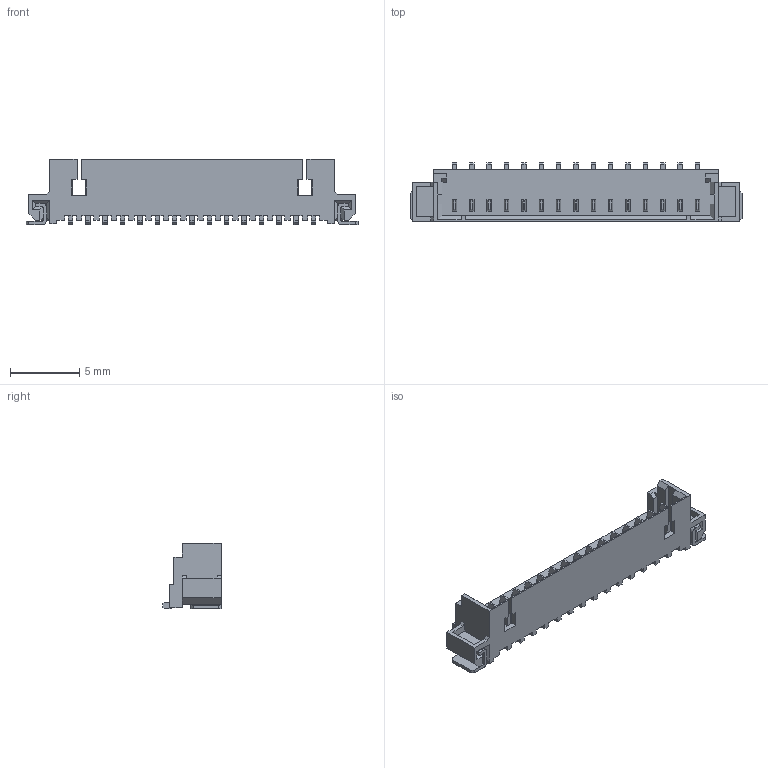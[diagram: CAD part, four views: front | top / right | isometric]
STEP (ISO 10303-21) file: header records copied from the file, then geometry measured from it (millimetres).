
FILE_DESCRIPTION (( 'STEP AP214' ), '1' );
FILE_NAME ('533981571.STEP', '2021-11-27T22:05:25', ( 'AVRASM1234' ), ( '' ), 'SwSTEP 2.0', 'SolidWorks 2017', '' );
FILE_SCHEMA (( 'AUTOMOTIVE_DESIGN' ));
Length unit declared in the file: millimetre
Products named in the file (1): 533981571
Bounding box: 23.9 x 4.2 x 4.7 mm (x, y, z)
Volume: 153.5 mm3; surface area: 711.8 mm2
Topology: 18 solids, 18 shells, 627 faces, 1687 edges, 1096 vertices
Faces by surface type: plane 619, cylinder 8
Entity records: 23448 total; most frequent: CARTESIAN_POINT 3411, ORIENTED_EDGE 3374, DIRECTION 2959, EDGE_CURVE 1687, LINE 1671, VECTOR 1671, VERTEX_POINT 1096, EDGE_LOOP 657
